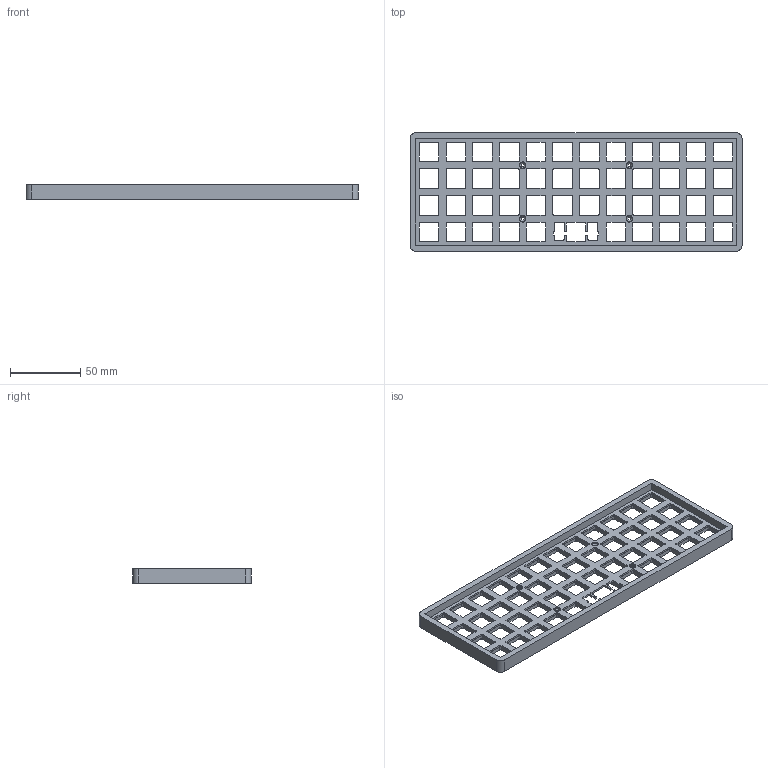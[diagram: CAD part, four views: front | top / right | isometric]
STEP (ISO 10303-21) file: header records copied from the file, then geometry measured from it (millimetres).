
FILE_DESCRIPTION(/* description */ (''),/* implementation_level */ '2;1');
FILE_NAME(/* name */ 'VOID40 Redux - Top - MIT.step',/* time_stamp */ '2023-06-13T13:34:08+03:00',/* author */ (''),/* organization */ (''),/* preprocessor_version */ 'ST-DEVELOPER v19.2',/* originating_system */ 'Autodesk Translation Framework v12.6.0.85',/* authorisation */ '');
FILE_SCHEMA (('AUTOMOTIVE_DESIGN { 1 0 10303 214 3 1 1 }'));
Length unit declared in the file: millimetre
Products named in the file (1): VOID40 Redux
Bounding box: 236.85 x 84.45 x 10 mm (x, y, z)
Volume: 52450.1 mm3; surface area: 46796.2 mm2
Topology: 1 solids, 1 shells, 901 faces, 2524 edges, 1680 vertices
Faces by surface type: plane 477, cylinder 416, torus 4, cone 4
Full cylindrical faces by diameter (mm): 2.4 x4, 3.5 x4, 4 x4
Entity records: 29494 total; most frequent: DIRECTION 5172, CARTESIAN_POINT 5106, ORIENTED_EDGE 5048, EDGE_CURVE 2524, AXIS2_PLACEMENT_3D 1746, LINE 1680, VECTOR 1680, VERTEX_POINT 1680
